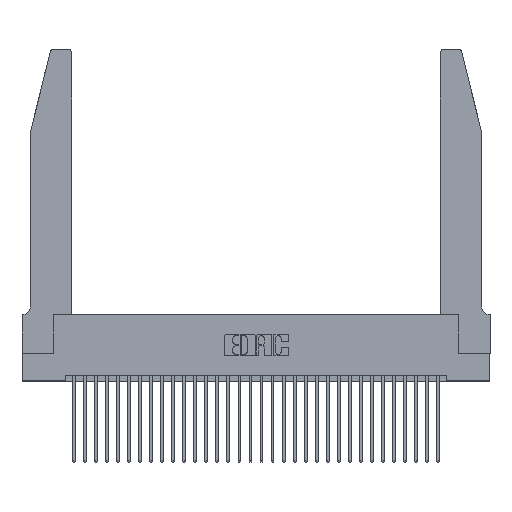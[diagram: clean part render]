
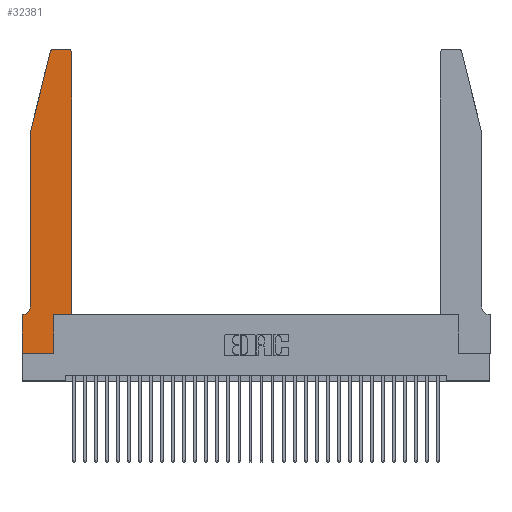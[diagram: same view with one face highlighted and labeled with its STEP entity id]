
A CAD part, top view. The second image highlights one B-rep face of the part: STEP entity #32381.
In plain terms, the highlighted planar face has unit normal (0, 0, 1).
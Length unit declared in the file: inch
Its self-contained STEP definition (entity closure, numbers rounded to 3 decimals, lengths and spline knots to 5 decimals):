
#390 = DIRECTION ( 'NONE',  ( 0., 0., 1. ) ) ;
#668 = VERTEX_POINT ( 'NONE', #909 ) ;
#909 = CARTESIAN_POINT ( 'NONE',  ( 0., 0., 0.37 ) ) ;
#1103 = VERTEX_POINT ( 'NONE', #1649 ) ;
#1183 = CARTESIAN_POINT ( 'NONE',  ( 0.4205, 2.72, 0.37 ) ) ;
#1184 = EDGE_CURVE ( 'NONE', #21557, #29089, #24509, .T. ) ;
#1217 = ORIENTED_EDGE ( 'NONE', *, *, #1184, .T. ) ;
#1649 = CARTESIAN_POINT ( 'NONE',  ( 0.2865, 0.35, 0.37 ) ) ;
#1672 = ORIENTED_EDGE ( 'NONE', *, *, #23441, .T. ) ;
#1831 = EDGE_CURVE ( 'NONE', #29089, #32445, #2446, .T. ) ;
#2427 = CARTESIAN_POINT ( 'NONE',  ( 0.4505, 2.72, 0.37 ) ) ;
#2446 = CIRCLE ( 'NONE', #12842, 0.07 ) ;
#2572 = EDGE_CURVE ( 'NONE', #1103, #28575, #31067, .T. ) ;
#2680 = VERTEX_POINT ( 'NONE', #18393 ) ;
#2742 = CARTESIAN_POINT ( 'NONE',  ( 0., 0., 0.37 ) ) ;
#3145 = LINE ( 'NONE', #17413, #5539 ) ;
#3159 = DIRECTION ( 'NONE',  ( 0., 0., 1. ) ) ;
#3301 = FACE_OUTER_BOUND ( 'NONE', #14988, .T. ) ;
#3430 = CARTESIAN_POINT ( 'NONE',  ( 0., 0., 0.37 ) ) ;
#4121 = EDGE_CURVE ( 'NONE', #25434, #16902, #29007, .T. ) ;
#4345 = AXIS2_PLACEMENT_3D ( 'NONE', #1183, #3159, #23262 ) ;
#4947 = DIRECTION ( 'NONE',  ( 1., 0., 0. ) ) ;
#5246 = EDGE_CURVE ( 'NONE', #668, #12076, #27730, .T. ) ;
#5365 = DIRECTION ( 'NONE',  ( 0., -1., 0. ) ) ;
#5539 = VECTOR ( 'NONE', #13017, 39.37008 ) ;
#5730 = CARTESIAN_POINT ( 'NONE',  ( 0.0755, 2., 0.37 ) ) ;
#5815 = CARTESIAN_POINT ( 'NONE',  ( 0.4205, 2.75, 0.37 ) ) ;
#7499 = CARTESIAN_POINT ( 'NONE',  ( 0.0755, 0.35, 0.37 ) ) ;
#7803 = CARTESIAN_POINT ( 'NONE',  ( 0.284, 2.72, 0.37 ) ) ;
#7980 = ORIENTED_EDGE ( 'NONE', *, *, #27075, .T. ) ;
#8347 = DIRECTION ( 'NONE',  ( 1., 0., 0. ) ) ;
#8527 = CARTESIAN_POINT ( 'NONE',  ( 0.0755, 0.42, 0.37 ) ) ;
#9475 = LINE ( 'NONE', #7499, #27139 ) ;
#9486 = EDGE_CURVE ( 'NONE', #12379, #25434, #11099, .T. ) ;
#9500 = DIRECTION ( 'NONE',  ( -1., 0., 0. ) ) ;
#10004 = DIRECTION ( 'NONE',  ( -1., 0., 0. ) ) ;
#10441 = DIRECTION ( 'NONE',  ( 0., -1., 0. ) ) ;
#10710 = LINE ( 'NONE', #5730, #13902 ) ;
#10907 = VECTOR ( 'NONE', #10441, 39.37008 ) ;
#11099 = CIRCLE ( 'NONE', #4345, 0.03 ) ;
#12076 = VERTEX_POINT ( 'NONE', #16280 ) ;
#12379 = VERTEX_POINT ( 'NONE', #2427 ) ;
#12537 = ORIENTED_EDGE ( 'NONE', *, *, #16892, .T. ) ;
#12650 = AXIS2_PLACEMENT_3D ( 'NONE', #7803, #17462, #4947 ) ;
#12842 = AXIS2_PLACEMENT_3D ( 'NONE', #20785, #23644, #16084 ) ;
#13017 = DIRECTION ( 'NONE',  ( 0., 1., 0. ) ) ;
#13307 = CARTESIAN_POINT ( 'NONE',  ( 0., 0.35, 0.37 ) ) ;
#13902 = VECTOR ( 'NONE', #27652, 39.37008 ) ;
#14527 = DIRECTION ( 'NONE',  ( 0., 1., 0. ) ) ;
#14880 = ORIENTED_EDGE ( 'NONE', *, *, #25001, .T. ) ;
#14988 = EDGE_LOOP ( 'NONE', ( #27714, #1672, #7980, #1217, #30623, #31308, #26882, #30454, #12537, #29525, #14880, #31038 ) ) ;
#15356 = CARTESIAN_POINT ( 'NONE',  ( 0.0755, 2., 0.37 ) ) ;
#16039 = VECTOR ( 'NONE', #9500, 39.37008 ) ;
#16084 = DIRECTION ( 'NONE',  ( -1., 0., 0. ) ) ;
#16280 = CARTESIAN_POINT ( 'NONE',  ( 0.2865, 0., 0.37 ) ) ;
#16759 = CARTESIAN_POINT ( 'NONE',  ( 0.4505, 0.35, 0.37 ) ) ;
#16892 = EDGE_CURVE ( 'NONE', #12076, #1103, #3145, .T. ) ;
#16902 = VERTEX_POINT ( 'NONE', #27695 ) ;
#16957 = VECTOR ( 'NONE', #17225, 39.37008 ) ;
#17225 = DIRECTION ( 'NONE',  ( 1., 0., 0. ) ) ;
#17413 = CARTESIAN_POINT ( 'NONE',  ( 0.2865, 0.35, 0.37 ) ) ;
#17462 = DIRECTION ( 'NONE',  ( 0., 0., 1. ) ) ;
#17721 = VECTOR ( 'NONE', #14527, 39.37008 ) ;
#17813 = VECTOR ( 'NONE', #5365, 39.37008 ) ;
#18393 = CARTESIAN_POINT ( 'NONE',  ( 0.25487, 2.72718, 0.37 ) ) ;
#18479 = CARTESIAN_POINT ( 'NONE',  ( 0., 0.35, 0.37 ) ) ;
#18790 = LINE ( 'NONE', #2742, #10907 ) ;
#20466 = EDGE_CURVE ( 'NONE', #28473, #668, #18790, .T. ) ;
#20543 = AXIS2_PLACEMENT_3D ( 'NONE', #13307, #390, #8347 ) ;
#20785 = CARTESIAN_POINT ( 'NONE',  ( 0.0055, 0.42, 0.37 ) ) ;
#21557 = VERTEX_POINT ( 'NONE', #32115 ) ;
#23262 = DIRECTION ( 'NONE',  ( 1., 0., 0. ) ) ;
#23369 = CARTESIAN_POINT ( 'NONE',  ( 0.0055, 0.35, 0.37 ) ) ;
#23441 = EDGE_CURVE ( 'NONE', #16902, #2680, #24462, .T. ) ;
#23519 = DIRECTION ( 'NONE',  ( 1., 0., 0. ) ) ;
#23644 = DIRECTION ( 'NONE',  ( 0., 0., -1. ) ) ;
#24462 = CIRCLE ( 'NONE', #12650, 0.03 ) ;
#24496 = CARTESIAN_POINT ( 'NONE',  ( 0.4505, 0.35, 0.37 ) ) ;
#24509 = LINE ( 'NONE', #15356, #17813 ) ;
#25001 = EDGE_CURVE ( 'NONE', #28575, #12379, #25588, .T. ) ;
#25194 = EDGE_CURVE ( 'NONE', #32445, #28473, #9475, .T. ) ;
#25434 = VERTEX_POINT ( 'NONE', #5815 ) ;
#25578 = PLANE ( 'NONE',  #20543 ) ;
#25588 = LINE ( 'NONE', #24496, #17721 ) ;
#26300 = CARTESIAN_POINT ( 'NONE',  ( 0.2605, 2.75, 0.37 ) ) ;
#26882 = ORIENTED_EDGE ( 'NONE', *, *, #20466, .T. ) ;
#26966 = VECTOR ( 'NONE', #23519, 39.37008 ) ;
#27075 = EDGE_CURVE ( 'NONE', #2680, #21557, #10710, .T. ) ;
#27139 = VECTOR ( 'NONE', #10004, 39.37008 ) ;
#27652 = DIRECTION ( 'NONE',  ( -0.239, -0.971, 0. ) ) ;
#27695 = CARTESIAN_POINT ( 'NONE',  ( 0.284, 2.75, 0.37 ) ) ;
#27714 = ORIENTED_EDGE ( 'NONE', *, *, #4121, .T. ) ;
#27730 = LINE ( 'NONE', #3430, #26966 ) ;
#28298 = CARTESIAN_POINT ( 'NONE',  ( 0.4505, 0.35, 0.37 ) ) ;
#28473 = VERTEX_POINT ( 'NONE', #18479 ) ;
#28575 = VERTEX_POINT ( 'NONE', #16759 ) ;
#29007 = LINE ( 'NONE', #26300, #16039 ) ;
#29089 = VERTEX_POINT ( 'NONE', #8527 ) ;
#29525 = ORIENTED_EDGE ( 'NONE', *, *, #2572, .T. ) ;
#30454 = ORIENTED_EDGE ( 'NONE', *, *, #5246, .T. ) ;
#30623 = ORIENTED_EDGE ( 'NONE', *, *, #1831, .T. ) ;
#31038 = ORIENTED_EDGE ( 'NONE', *, *, #9486, .T. ) ;
#31067 = LINE ( 'NONE', #28298, #16957 ) ;
#31308 = ORIENTED_EDGE ( 'NONE', *, *, #25194, .T. ) ;
#32115 = CARTESIAN_POINT ( 'NONE',  ( 0.0755, 2., 0.37 ) ) ;
#32381 = ADVANCED_FACE ( 'NONE', ( #3301 ), #25578, .T. ) ;
#32445 = VERTEX_POINT ( 'NONE', #23369 ) ;
